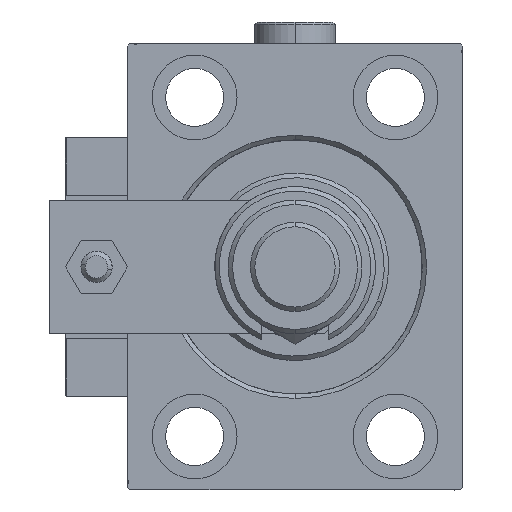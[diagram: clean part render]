
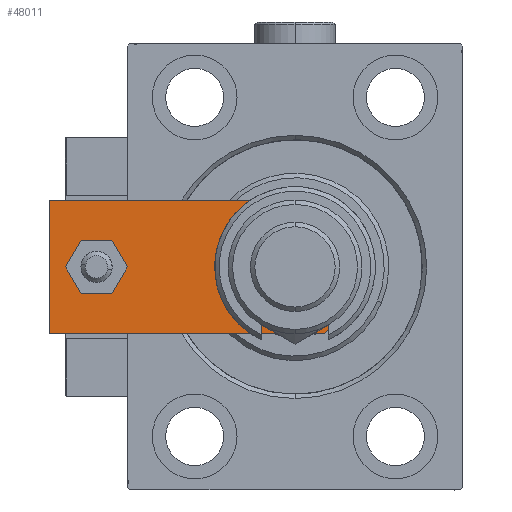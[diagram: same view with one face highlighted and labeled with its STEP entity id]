
A CAD part, left-side view. The second image highlights one B-rep face of the part: STEP entity #48011.
In plain terms, the highlighted face is planar.
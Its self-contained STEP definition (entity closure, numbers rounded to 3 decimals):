
#281 = VERTEX_POINT ( 'NONE', #7093 ) ;
#540 = CARTESIAN_POINT ( 'NONE',  ( -15., 8.5, 8. ) ) ;
#1957 = FACE_OUTER_BOUND ( 'NONE', #44970, .T. ) ;
#2564 = LINE ( 'NONE', #11651, #41525 ) ;
#2581 = DIRECTION ( 'NONE',  ( 1., 0., 0. ) ) ;
#2924 = LINE ( 'NONE', #36528, #37223 ) ;
#3213 = ORIENTED_EDGE ( 'NONE', *, *, #5338, .T. ) ;
#3790 = EDGE_CURVE ( 'NONE', #15995, #14039, #7523, .T. ) ;
#4103 = CARTESIAN_POINT ( 'NONE',  ( 6.5, 0., 8. ) ) ;
#4751 = LINE ( 'NONE', #13310, #54392 ) ;
#5338 = EDGE_CURVE ( 'NONE', #42474, #15995, #32690, .T. ) ;
#6308 = ORIENTED_EDGE ( 'NONE', *, *, #31847, .T. ) ;
#7093 = CARTESIAN_POINT ( 'NONE',  ( 10., 15., 8. ) ) ;
#7133 = ORIENTED_EDGE ( 'NONE', *, *, #41008, .F. ) ;
#7260 = VERTEX_POINT ( 'NONE', #18345 ) ;
#7523 = LINE ( 'NONE', #11924, #41156 ) ;
#7696 = VERTEX_POINT ( 'NONE', #38943 ) ;
#7907 = CARTESIAN_POINT ( 'NONE',  ( 15., 0., 8. ) ) ;
#8378 = CARTESIAN_POINT ( 'NONE',  ( -4., 59.5, 8. ) ) ;
#9182 = DIRECTION ( 'NONE',  ( 0.707, 0.707, 0. ) ) ;
#9649 = VERTEX_POINT ( 'NONE', #8378 ) ;
#9849 = AXIS2_PLACEMENT_3D ( 'NONE', #22894, #39698, #18760 ) ;
#10064 = AXIS2_PLACEMENT_3D ( 'NONE', #42901, #46211, #45945 ) ;
#10501 = FACE_BOUND ( 'NONE', #29629, .T. ) ;
#11651 = CARTESIAN_POINT ( 'NONE',  ( 15., 70., 8. ) ) ;
#11672 = AXIS2_PLACEMENT_3D ( 'NONE', #19580, #36120, #40536 ) ;
#11924 = CARTESIAN_POINT ( 'NONE',  ( -15., 0., 8. ) ) ;
#11951 = EDGE_CURVE ( 'NONE', #7696, #9649, #39810, .T. ) ;
#13310 = CARTESIAN_POINT ( 'NONE',  ( 3.25, -3.25, 8. ) ) ;
#14039 = VERTEX_POINT ( 'NONE', #4103 ) ;
#15897 = AXIS2_PLACEMENT_3D ( 'NONE', #39574, #18088, #34901 ) ;
#15906 = EDGE_LOOP ( 'NONE', ( #7133, #37931 ) ) ;
#15995 = VERTEX_POINT ( 'NONE', #32747 ) ;
#16224 = EDGE_CURVE ( 'NONE', #9649, #7696, #52286, .T. ) ;
#17553 = CARTESIAN_POINT ( 'NONE',  ( 0., 15., 8. ) ) ;
#18088 = DIRECTION ( 'NONE',  ( 0., 0., 1. ) ) ;
#18345 = CARTESIAN_POINT ( 'NONE',  ( 15., 70., 8. ) ) ;
#18760 = DIRECTION ( 'NONE',  ( 1., 0., 0. ) ) ;
#19580 = CARTESIAN_POINT ( 'NONE',  ( 0., 59.5, 8. ) ) ;
#20225 = EDGE_CURVE ( 'NONE', #281, #39692, #20591, .T. ) ;
#20591 = CIRCLE ( 'NONE', #34700, 10. ) ;
#21641 = LINE ( 'NONE', #7907, #31347 ) ;
#22894 = CARTESIAN_POINT ( 'NONE',  ( 0., 0., 8. ) ) ;
#24085 = ORIENTED_EDGE ( 'NONE', *, *, #3790, .T. ) ;
#24386 = EDGE_CURVE ( 'NONE', #45910, #7260, #21641, .T. ) ;
#24387 = DIRECTION ( 'NONE',  ( 0., -1., 0. ) ) ;
#26440 = CIRCLE ( 'NONE', #15897, 10. ) ;
#27029 = FACE_BOUND ( 'NONE', #15906, .T. ) ;
#28115 = ORIENTED_EDGE ( 'NONE', *, *, #11951, .F. ) ;
#28887 = ORIENTED_EDGE ( 'NONE', *, *, #47712, .T. ) ;
#29134 = DIRECTION ( 'NONE',  ( 0., 0., 1. ) ) ;
#29629 = EDGE_LOOP ( 'NONE', ( #50137, #28115 ) ) ;
#30730 = CARTESIAN_POINT ( 'NONE',  ( -15., 70., 8. ) ) ;
#31347 = VECTOR ( 'NONE', #45641, 1000. ) ;
#31773 = CARTESIAN_POINT ( 'NONE',  ( -10., 15., 8. ) ) ;
#31819 = ORIENTED_EDGE ( 'NONE', *, *, #50247, .T. ) ;
#31847 = EDGE_CURVE ( 'NONE', #14039, #45910, #4751, .T. ) ;
#32427 = VECTOR ( 'NONE', #49754, 1000. ) ;
#32690 = LINE ( 'NONE', #32954, #32427 ) ;
#32747 = CARTESIAN_POINT ( 'NONE',  ( -6.5, 0., 8. ) ) ;
#32954 = CARTESIAN_POINT ( 'NONE',  ( -3.25, -3.25, 8. ) ) ;
#33818 = DIRECTION ( 'NONE',  ( 1., 0., 0. ) ) ;
#34700 = AXIS2_PLACEMENT_3D ( 'NONE', #17553, #29134, #33818 ) ;
#34901 = DIRECTION ( 'NONE',  ( 1., 0., 0. ) ) ;
#35712 = ORIENTED_EDGE ( 'NONE', *, *, #24386, .T. ) ;
#36120 = DIRECTION ( 'NONE',  ( 0., 0., 1. ) ) ;
#36528 = CARTESIAN_POINT ( 'NONE',  ( -15., 70., 8. ) ) ;
#37223 = VECTOR ( 'NONE', #24387, 1000. ) ;
#37931 = ORIENTED_EDGE ( 'NONE', *, *, #20225, .F. ) ;
#38943 = CARTESIAN_POINT ( 'NONE',  ( 4., 59.5, 8. ) ) ;
#39574 = CARTESIAN_POINT ( 'NONE',  ( 0., 15., 8. ) ) ;
#39692 = VERTEX_POINT ( 'NONE', #31773 ) ;
#39698 = DIRECTION ( 'NONE',  ( 0., 0., 1. ) ) ;
#39810 = CIRCLE ( 'NONE', #11672, 4. ) ;
#40536 = DIRECTION ( 'NONE',  ( 1., 0., 0. ) ) ;
#41008 = EDGE_CURVE ( 'NONE', #39692, #281, #26440, .T. ) ;
#41156 = VECTOR ( 'NONE', #2581, 1000. ) ;
#41525 = VECTOR ( 'NONE', #49114, 1000. ) ;
#42474 = VERTEX_POINT ( 'NONE', #540 ) ;
#42901 = CARTESIAN_POINT ( 'NONE',  ( 0., 59.5, 8. ) ) ;
#43826 = PLANE ( 'NONE',  #9849 ) ;
#44970 = EDGE_LOOP ( 'NONE', ( #31819, #3213, #24085, #6308, #35712, #28887 ) ) ;
#45641 = DIRECTION ( 'NONE',  ( 0., 1., 0. ) ) ;
#45910 = VERTEX_POINT ( 'NONE', #48814 ) ;
#45945 = DIRECTION ( 'NONE',  ( 1., 0., 0. ) ) ;
#46211 = DIRECTION ( 'NONE',  ( 0., 0., 1. ) ) ;
#46358 = VERTEX_POINT ( 'NONE', #30730 ) ;
#47712 = EDGE_CURVE ( 'NONE', #7260, #46358, #2564, .T. ) ;
#48011 = ADVANCED_FACE ( 'NONE', ( #10501, #1957, #27029 ), #43826, .T. ) ;
#48814 = CARTESIAN_POINT ( 'NONE',  ( 15., 8.5, 8. ) ) ;
#49114 = DIRECTION ( 'NONE',  ( -1., 0., 0. ) ) ;
#49754 = DIRECTION ( 'NONE',  ( 0.707, -0.707, 0. ) ) ;
#50137 = ORIENTED_EDGE ( 'NONE', *, *, #16224, .F. ) ;
#50247 = EDGE_CURVE ( 'NONE', #46358, #42474, #2924, .T. ) ;
#52286 = CIRCLE ( 'NONE', #10064, 4. ) ;
#54392 = VECTOR ( 'NONE', #9182, 1000. ) ;
